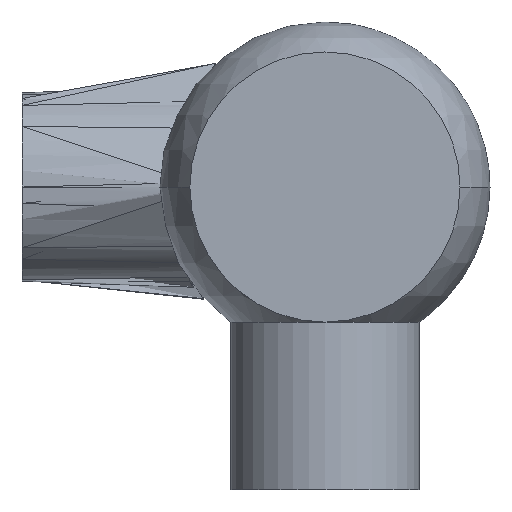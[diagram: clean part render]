
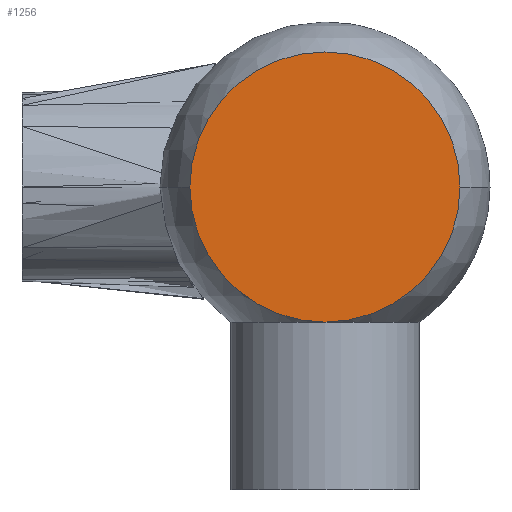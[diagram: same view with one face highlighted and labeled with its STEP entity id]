
A CAD part, front view. The second image highlights one B-rep face of the part: STEP entity #1256.
In plain terms, the highlighted planar face has unit normal (0, -1, 0).
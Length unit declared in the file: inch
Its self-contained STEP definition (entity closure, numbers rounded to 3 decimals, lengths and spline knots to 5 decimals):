
#32 = DIRECTION ( 'NONE',  ( -1., 0., 0. ) ) ;
#54 = AXIS2_PLACEMENT_3D ( 'NONE', #1204, #1031, #1312 ) ;
#108 = AXIS2_PLACEMENT_3D ( 'NONE', #214, #1047, #32 ) ;
#166 = CIRCLE ( 'NONE', #108, 1.79 ) ;
#214 = CARTESIAN_POINT ( 'NONE',  ( 0., -7.256, 0. ) ) ;
#370 = CIRCLE ( 'NONE', #417, 1.79 ) ;
#403 = VERTEX_POINT ( 'NONE', #822 ) ;
#417 = AXIS2_PLACEMENT_3D ( 'NONE', #515, #510, #508 ) ;
#506 = CARTESIAN_POINT ( 'NONE',  ( -1.79, -7.256, 0. ) ) ;
#508 = DIRECTION ( 'NONE',  ( -1., 0., 0. ) ) ;
#510 = DIRECTION ( 'NONE',  ( 0., 1., 0. ) ) ;
#515 = CARTESIAN_POINT ( 'NONE',  ( 0., -7.256, 0. ) ) ;
#677 = EDGE_CURVE ( 'NONE', #701, #403, #370, .T. ) ;
#701 = VERTEX_POINT ( 'NONE', #506 ) ;
#822 = CARTESIAN_POINT ( 'NONE',  ( 1.79, -7.256, 0. ) ) ;
#920 = PLANE ( 'NONE',  #54 ) ;
#989 = EDGE_LOOP ( 'NONE', ( #1104, #1126 ) ) ;
#1006 = EDGE_CURVE ( 'NONE', #403, #701, #166, .T. ) ;
#1031 = DIRECTION ( 'NONE',  ( 0., 1., 0. ) ) ;
#1047 = DIRECTION ( 'NONE',  ( 0., 1., 0. ) ) ;
#1104 = ORIENTED_EDGE ( 'NONE', *, *, #677, .F. ) ;
#1126 = ORIENTED_EDGE ( 'NONE', *, *, #1006, .F. ) ;
#1197 = FACE_OUTER_BOUND ( 'NONE', #989, .T. ) ;
#1204 = CARTESIAN_POINT ( 'NONE',  ( 0., -7.256, 0. ) ) ;
#1256 = ADVANCED_FACE ( 'NONE', ( #1197 ), #920, .F. ) ;
#1312 = DIRECTION ( 'NONE',  ( -1., 0., 0. ) ) ;
